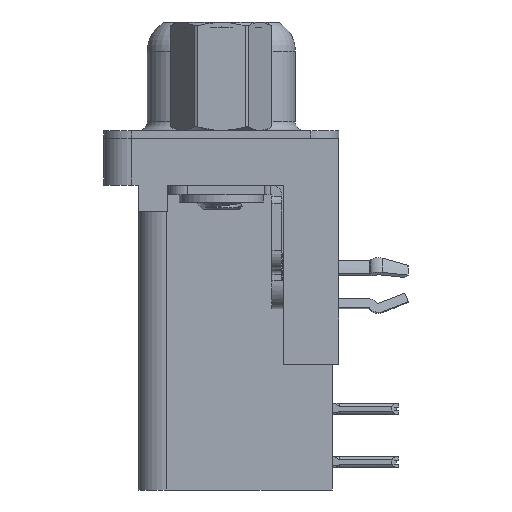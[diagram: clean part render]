
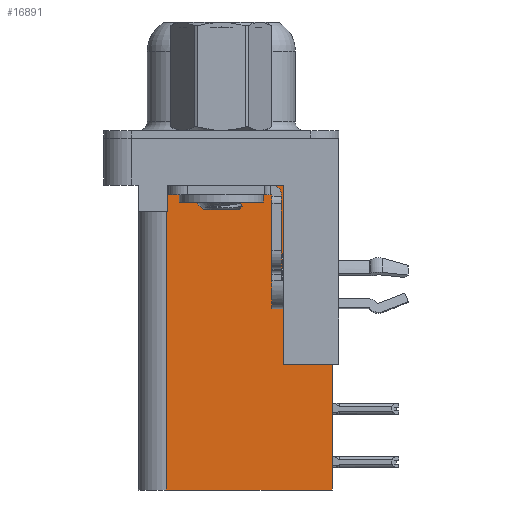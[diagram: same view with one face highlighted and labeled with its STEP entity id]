
A CAD part, left-side view. The second image highlights one B-rep face of the part: STEP entity #16891.
In plain terms, the highlighted planar face has unit normal (-1, 0, 0).
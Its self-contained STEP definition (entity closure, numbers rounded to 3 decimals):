
#195 = VECTOR ( 'NONE', #8740, 1000. ) ;
#246 = EDGE_CURVE ( 'NONE', #24152, #28281, #8163, .T. ) ;
#295 = LINE ( 'NONE', #13392, #195 ) ;
#617 = CARTESIAN_POINT ( 'NONE',  ( 3.79, -3.295, -2.5 ) ) ;
#709 = VERTEX_POINT ( 'NONE', #617 ) ;
#834 = CARTESIAN_POINT ( 'NONE',  ( 3.79, 2.925, -3.9 ) ) ;
#2122 = CARTESIAN_POINT ( 'NONE',  ( 3.79, 2.895, -3.9 ) ) ;
#2478 = CARTESIAN_POINT ( 'NONE',  ( 3.79, -3.295, -2.5 ) ) ;
#3037 = VECTOR ( 'NONE', #21607, 1000. ) ;
#3069 = LINE ( 'NONE', #14081, #3037 ) ;
#3121 = VERTEX_POINT ( 'NONE', #24676 ) ;
#4916 = EDGE_CURVE ( 'NONE', #12222, #24152, #19429, .T. ) ;
#6212 = ORIENTED_EDGE ( 'NONE', *, *, #11328, .F. ) ;
#6354 = ORIENTED_EDGE ( 'NONE', *, *, #8165, .T. ) ;
#6389 = VECTOR ( 'NONE', #13389, 1000. ) ;
#6545 = LINE ( 'NONE', #11002, #6389 ) ;
#6963 = CARTESIAN_POINT ( 'NONE',  ( 3.79, -5.925, -18.76 ) ) ;
#7583 = EDGE_CURVE ( 'NONE', #10538, #28281, #26598, .T. ) ;
#8163 = LINE ( 'NONE', #20469, #8540 ) ;
#8165 = EDGE_CURVE ( 'NONE', #709, #12222, #23333, .T. ) ;
#8492 = ORIENTED_EDGE ( 'NONE', *, *, #12528, .T. ) ;
#8540 = VECTOR ( 'NONE', #20400, 1000. ) ;
#8562 = LINE ( 'NONE', #26485, #8763 ) ;
#8583 = CARTESIAN_POINT ( 'NONE',  ( 3.79, -3.295, -18.76 ) ) ;
#8634 = CARTESIAN_POINT ( 'NONE',  ( 3.79, 2.925, -18.76 ) ) ;
#8683 = EDGE_LOOP ( 'NONE', ( #6354, #12106, #27632, #21699, #6212, #12868, #8492, #13907 ) ) ;
#8740 = DIRECTION ( 'NONE',  ( 0., 0., 1. ) ) ;
#8763 = VECTOR ( 'NONE', #9944, 1000. ) ;
#9559 = DIRECTION ( 'NONE',  ( 0., 1., 0. ) ) ;
#9944 = DIRECTION ( 'NONE',  ( 0., 1., 0. ) ) ;
#10538 = VERTEX_POINT ( 'NONE', #8634 ) ;
#11002 = CARTESIAN_POINT ( 'NONE',  ( 3.79, -5.925, -2. ) ) ;
#11328 = EDGE_CURVE ( 'NONE', #23551, #10538, #8562, .T. ) ;
#11349 = DIRECTION ( 'NONE',  ( 0., 0., 1. ) ) ;
#11887 = EDGE_CURVE ( 'NONE', #30130, #23551, #6545, .T. ) ;
#12106 = ORIENTED_EDGE ( 'NONE', *, *, #4916, .T. ) ;
#12222 = VERTEX_POINT ( 'NONE', #17500 ) ;
#12528 = EDGE_CURVE ( 'NONE', #30130, #3121, #3069, .T. ) ;
#12868 = ORIENTED_EDGE ( 'NONE', *, *, #11887, .F. ) ;
#13281 = EDGE_CURVE ( 'NONE', #3121, #709, #295, .T. ) ;
#13343 = DIRECTION ( 'NONE',  ( 0., 1., 0. ) ) ;
#13389 = DIRECTION ( 'NONE',  ( 0., 0., -1. ) ) ;
#13392 = CARTESIAN_POINT ( 'NONE',  ( 3.79, -3.295, -18.76 ) ) ;
#13853 = AXIS2_PLACEMENT_3D ( 'NONE', #8583, #27494, #13343 ) ;
#13907 = ORIENTED_EDGE ( 'NONE', *, *, #13281, .T. ) ;
#14057 = CARTESIAN_POINT ( 'NONE',  ( 3.79, -5.925, -12.05 ) ) ;
#14081 = CARTESIAN_POINT ( 'NONE',  ( 3.79, -6.295, -12.05 ) ) ;
#16850 = VECTOR ( 'NONE', #18531, 1000. ) ;
#16891 = ADVANCED_FACE ( 'NONE', ( #22169 ), #22735, .F. ) ;
#17500 = CARTESIAN_POINT ( 'NONE',  ( 3.79, 2.895, -2.5 ) ) ;
#18531 = DIRECTION ( 'NONE',  ( 0., 0., -1. ) ) ;
#19429 = LINE ( 'NONE', #23066, #16850 ) ;
#20400 = DIRECTION ( 'NONE',  ( 0., 1., 0. ) ) ;
#20469 = CARTESIAN_POINT ( 'NONE',  ( 3.79, 0., -3.9 ) ) ;
#21607 = DIRECTION ( 'NONE',  ( 0., 1., 0. ) ) ;
#21699 = ORIENTED_EDGE ( 'NONE', *, *, #7583, .F. ) ;
#22169 = FACE_OUTER_BOUND ( 'NONE', #8683, .T. ) ;
#22735 = PLANE ( 'NONE',  #13853 ) ;
#23066 = CARTESIAN_POINT ( 'NONE',  ( 3.79, 2.895, -3.9 ) ) ;
#23207 = VECTOR ( 'NONE', #9559, 1000. ) ;
#23333 = LINE ( 'NONE', #2478, #23207 ) ;
#23551 = VERTEX_POINT ( 'NONE', #6963 ) ;
#24152 = VERTEX_POINT ( 'NONE', #2122 ) ;
#24676 = CARTESIAN_POINT ( 'NONE',  ( 3.79, -3.295, -12.05 ) ) ;
#26485 = CARTESIAN_POINT ( 'NONE',  ( 3.79, -3.295, -18.76 ) ) ;
#26598 = LINE ( 'NONE', #27876, #26637 ) ;
#26637 = VECTOR ( 'NONE', #11349, 1000. ) ;
#27494 = DIRECTION ( 'NONE',  ( 1., 0., 0. ) ) ;
#27632 = ORIENTED_EDGE ( 'NONE', *, *, #246, .T. ) ;
#27876 = CARTESIAN_POINT ( 'NONE',  ( 3.79, 2.925, -18.76 ) ) ;
#28281 = VERTEX_POINT ( 'NONE', #834 ) ;
#30130 = VERTEX_POINT ( 'NONE', #14057 ) ;
